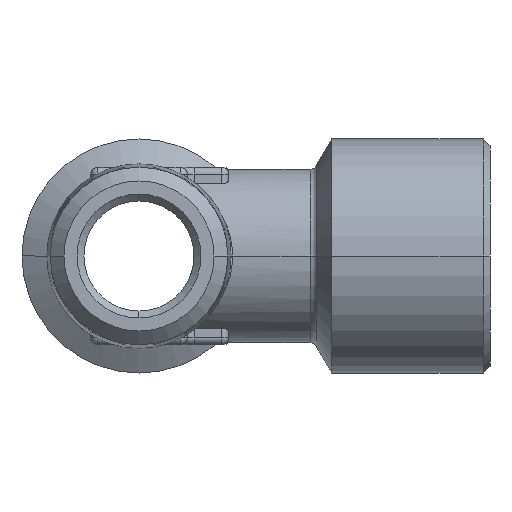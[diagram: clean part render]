
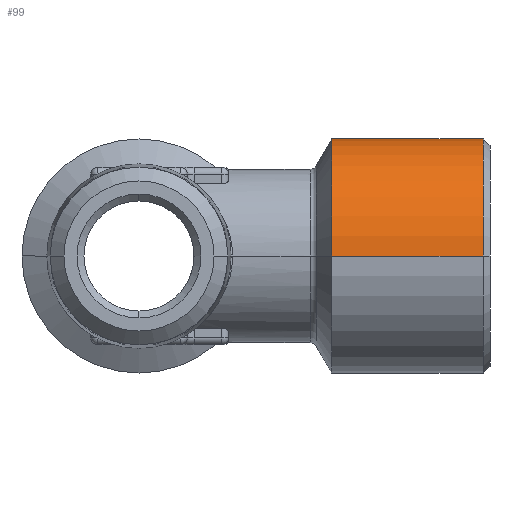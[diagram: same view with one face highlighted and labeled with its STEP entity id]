
A CAD part, front view. The second image highlights one B-rep face of the part: STEP entity #99.
In plain terms, the highlighted cylindrical face has radius 8.5 mm (diameter 17 mm), a partial arc.
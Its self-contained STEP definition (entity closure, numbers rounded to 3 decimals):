
#85 = ORIENTED_EDGE ( 'NONE', *, *, #97, .F. ) ;
#86 = ORIENTED_EDGE ( 'NONE', *, *, #87, .T. ) ;
#87 = EDGE_CURVE ( 'NONE', #90, #91, #766, .T. ) ;
#88 = ORIENTED_EDGE ( 'NONE', *, *, #89, .T. ) ;
#89 = EDGE_CURVE ( 'NONE', #91, #111, #761, .T. ) ;
#90 = VERTEX_POINT ( 'NONE', #757 ) ;
#91 = VERTEX_POINT ( 'NONE', #756 ) ;
#92 = ORIENTED_EDGE ( 'NONE', *, *, #93, .F. ) ;
#93 = EDGE_CURVE ( 'NONE', #90, #109, #755, .T. ) ;
#97 = EDGE_CURVE ( 'NONE', #109, #111, #747, .T. ) ;
#99 = ADVANCED_FACE ( 'NONE', ( #742 ), #739, .T. ) ;
#101 = EDGE_LOOP ( 'NONE', ( #86, #88, #85, #92 ) ) ;
#109 = VERTEX_POINT ( 'NONE', #779 ) ;
#111 = VERTEX_POINT ( 'NONE', #778 ) ;
#739 = CYLINDRICAL_SURFACE ( 'NONE', #741, 8.5 ) ;
#740 = CARTESIAN_POINT ( 'NONE',  ( -9.788, 0., 0. ) ) ;
#741 = AXIS2_PLACEMENT_3D ( 'NONE', #740, #800, #799 ) ;
#742 = FACE_OUTER_BOUND ( 'NONE', #101, .T. ) ;
#743 = DIRECTION ( 'NONE',  ( 0., -1., 0. ) ) ;
#744 = DIRECTION ( 'NONE',  ( -1., 0., 0. ) ) ;
#745 = CARTESIAN_POINT ( 'NONE',  ( 14., 0., 0. ) ) ;
#746 = AXIS2_PLACEMENT_3D ( 'NONE', #745, #744, #743 ) ;
#747 = CIRCLE ( 'NONE', #746, 8.5 ) ;
#752 = DIRECTION ( 'NONE',  ( -1., 0., 0. ) ) ;
#753 = VECTOR ( 'NONE', #752, 1000. ) ;
#754 = CARTESIAN_POINT ( 'NONE',  ( -9.788, -8.5, 0. ) ) ;
#755 = LINE ( 'NONE', #754, #753 ) ;
#756 = CARTESIAN_POINT ( 'NONE',  ( 25., 8.5, 0. ) ) ;
#757 = CARTESIAN_POINT ( 'NONE',  ( 25., -8.5, 0. ) ) ;
#758 = DIRECTION ( 'NONE',  ( -1., 0., 0. ) ) ;
#759 = VECTOR ( 'NONE', #758, 1000. ) ;
#760 = CARTESIAN_POINT ( 'NONE',  ( -9.788, 8.5, 0. ) ) ;
#761 = LINE ( 'NONE', #760, #759 ) ;
#762 = DIRECTION ( 'NONE',  ( 0., -1., 0. ) ) ;
#763 = DIRECTION ( 'NONE',  ( -1., 0., 0. ) ) ;
#764 = CARTESIAN_POINT ( 'NONE',  ( 25., 0., 0. ) ) ;
#765 = AXIS2_PLACEMENT_3D ( 'NONE', #764, #763, #762 ) ;
#766 = CIRCLE ( 'NONE', #765, 8.5 ) ;
#778 = CARTESIAN_POINT ( 'NONE',  ( 14., 8.5, 0. ) ) ;
#779 = CARTESIAN_POINT ( 'NONE',  ( 14., -8.5, 0. ) ) ;
#799 = DIRECTION ( 'NONE',  ( 0., -1., 0. ) ) ;
#800 = DIRECTION ( 'NONE',  ( -1., 0., 0. ) ) ;
